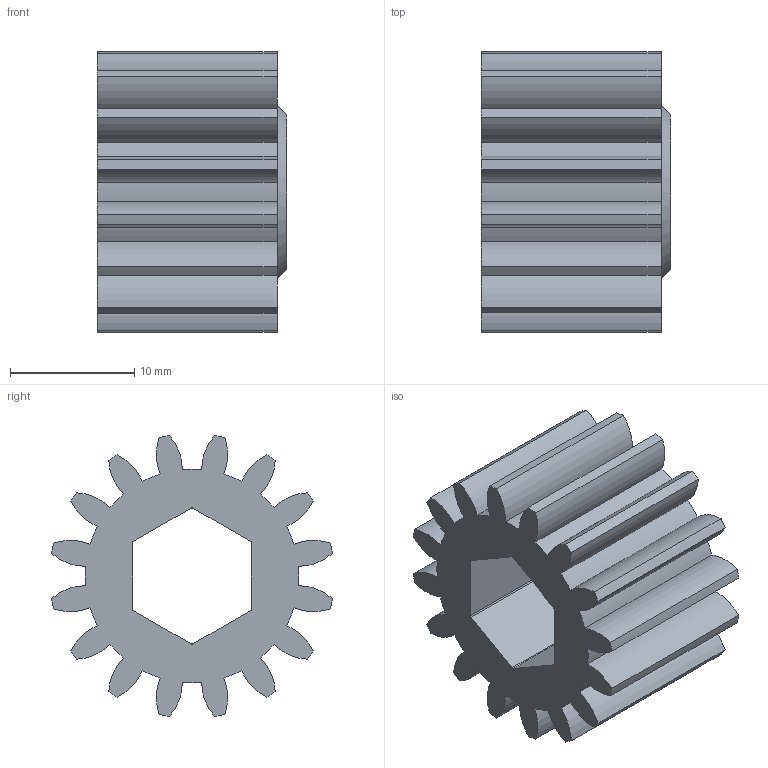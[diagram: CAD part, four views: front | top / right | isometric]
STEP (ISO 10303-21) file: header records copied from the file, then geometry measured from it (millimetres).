
FILE_DESCRIPTION(/* description */ (''),/* implementation_level */ '2;1');
FILE_NAME(/* name */ '16t 20dp 375h with teeth.ipt.stp',/* time_stamp */ '2016-01-07T16:38:07-08:00',/* author */ ('PhillipD'),/* organization */ (''),/* preprocessor_version */ 'ST-DEVELOPER v16.1',/* originating_system */ 'Autodesk Inventor 2016',/* authorisation */ '');
FILE_SCHEMA (('AUTOMOTIVE_DESIGN { 1 0 10303 214 3 1 1 }'));
Length unit declared in the file: inch
Products named in the file (1): 16t 20dp 375h with teeth
Bounding box: 15.19 x 22.57 x 22.57 mm (x, y, z)
Volume: 3359.7 mm3; surface area: 2904.6 mm2
Topology: 1 solids, 1 shells, 80 faces, 231 edges, 154 vertices
Faces by surface type: cylinder 70, plane 9, cone 1
Entity records: 2829 total; most frequent: DIRECTION 534, CARTESIAN_POINT 465, ORIENTED_EDGE 460, EDGE_CURVE 230, AXIS2_PLACEMENT_3D 223, VERTEX_POINT 154, CIRCLE 142, LINE 88
